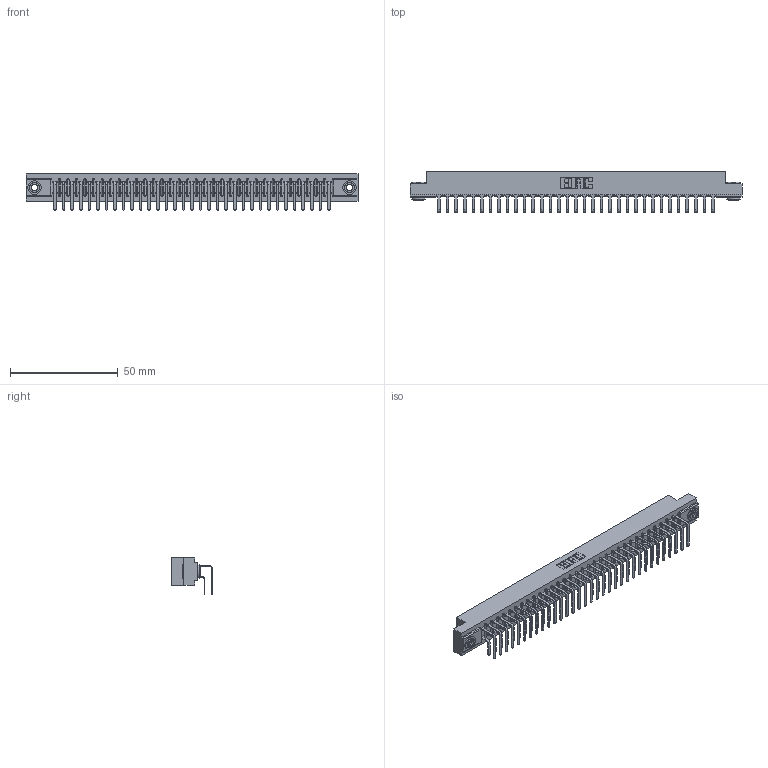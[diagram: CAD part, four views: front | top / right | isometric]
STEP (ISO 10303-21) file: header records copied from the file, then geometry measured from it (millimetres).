
FILE_DESCRIPTION (( 'STEP AP203' ), '1' );
FILE_NAME ('307-066-558-203.STEP', '2019-09-06T18:23:17', ( '' ), ( '' ), 'SwSTEP 2.0', 'SolidWorks 2016', '' );
FILE_SCHEMA (( 'CONFIG_CONTROL_DESIGN' ));
Length unit declared in the file: inch
Products named in the file (5): 307-290-001_558 - 2 (Single); 345-250-002_345-250-002-102; 307-066-558-203; 307 Part_.156 Dia Mounting Holes; 307-290-001_558 559 - 1 (Single)
Assembly tree (69 placements, depth 2):
  307-066-558-203
    307 Part_.156 Dia Mounting Holes
    307-290-001_558 559 - 1 (Single)  x33
    307-290-001_558 - 2 (Single)  x33
    345-250-002_345-250-002-102  x2
Bounding box: 153.77 x 18.96 x 16.8 mm (x, y, z)
Volume: 16581.9 mm3; surface area: 22062.3 mm2
Topology: 69 solids, 69 shells, 3504 faces, 9807 edges, 6354 vertices
Faces by surface type: plane 2272, cylinder 1156, sphere 68, cone 8
Entity records: 32968 total; most frequent: CARTESIAN_POINT 5380, ORIENTED_EDGE 5322, DIRECTION 5287, EDGE_CURVE 2661, VECTOR 2029, LINE 2029, VERTEX_POINT 1722, AXIS2_PLACEMENT_3D 1629
